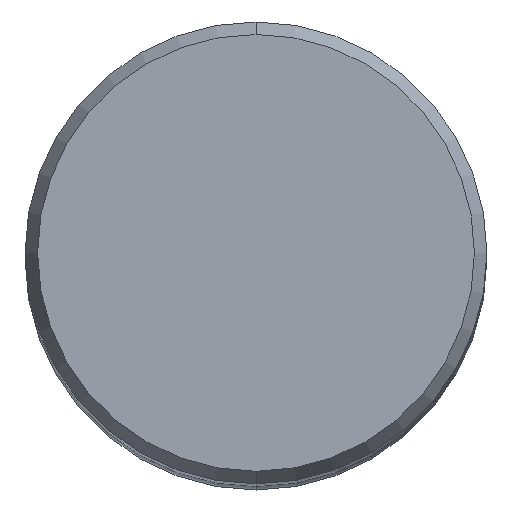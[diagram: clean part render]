
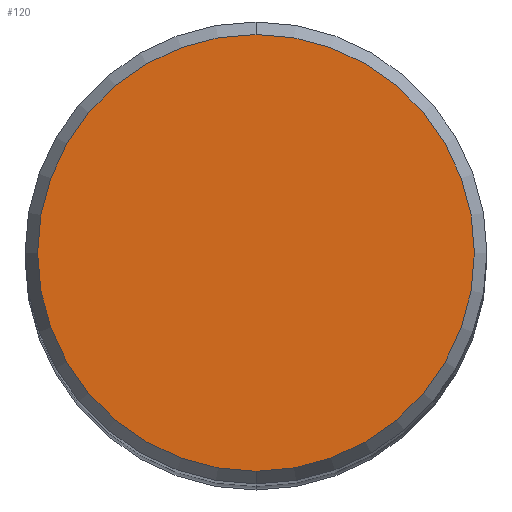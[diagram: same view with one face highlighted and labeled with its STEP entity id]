
A CAD part, top view. The second image highlights one B-rep face of the part: STEP entity #120.
In plain terms, the highlighted planar face has unit normal (0, 0, 1).
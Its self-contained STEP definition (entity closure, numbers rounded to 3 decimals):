
#120=ADVANCED_FACE('',(#279),#280,.T.);
#132=EDGE_CURVE('',#136,#220,#293,.T.);
#136=VERTEX_POINT('',#297);
#218=EDGE_CURVE('',#220,#136,#391,.T.);
#220=VERTEX_POINT('',#393);
#279=FACE_OUTER_BOUND('',#449,.T.);
#280=PLANE('',#450);
#293=CIRCLE('',#465,12.012);
#297=CARTESIAN_POINT('',(0.0,12.012,0.0));
#391=CIRCLE('',#586,12.012);
#393=CARTESIAN_POINT('',(0.,-12.012,0.0));
#449=EDGE_LOOP('',(#642,#643));
#450=AXIS2_PLACEMENT_3D('',#644,#645,#646);
#465=AXIS2_PLACEMENT_3D('',#662,#663,#664);
#586=AXIS2_PLACEMENT_3D('',#803,#804,#805);
#642=ORIENTED_EDGE('',*,*,#132,.F.);
#643=ORIENTED_EDGE('',*,*,#218,.F.);
#644=CARTESIAN_POINT('',(0.0,6.006,0.0));
#645=DIRECTION('',(-0.0,0.0,1.0));
#646=DIRECTION('',(0.0,-1.0,0.0));
#662=CARTESIAN_POINT('',(0.0,0.0,0.0));
#663=DIRECTION('',(0.0,0.0,-1.0));
#664=DIRECTION('',(0.0,1.0,0.0));
#803=CARTESIAN_POINT('',(0.0,0.0,0.0));
#804=DIRECTION('',(0.0,0.0,-1.0));
#805=DIRECTION('',(0.0,1.0,0.0));
